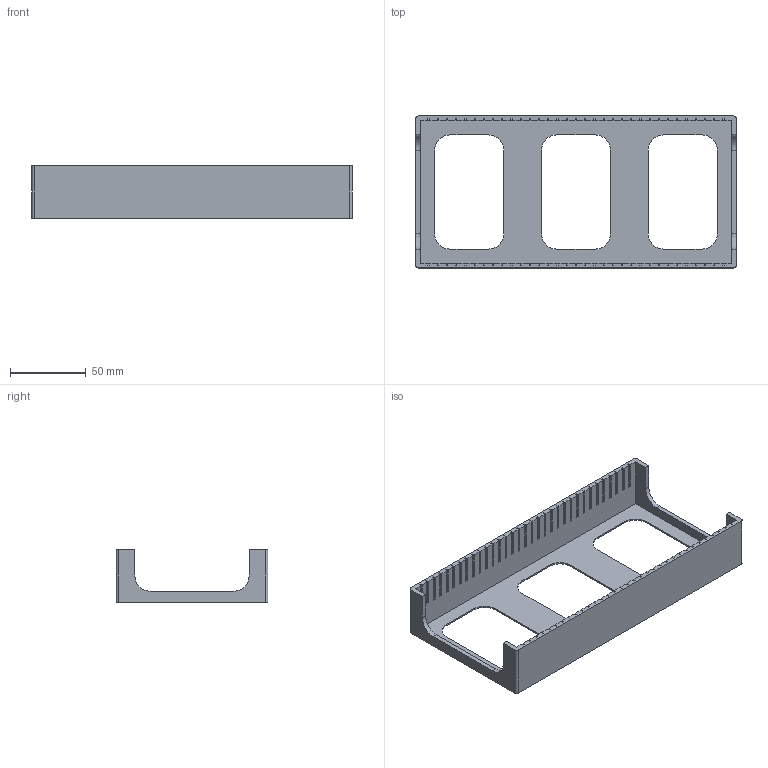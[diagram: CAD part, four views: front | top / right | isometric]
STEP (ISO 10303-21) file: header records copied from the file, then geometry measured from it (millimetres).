
FILE_DESCRIPTION(('FreeCAD Model'),'2;1');
FILE_NAME('card_holder_three_quarters.step','2023-04-16T22:52:46',(''),(''), 'Open CASCADE STEP processor 7.6','FreeCAD','Unknown');
FILE_SCHEMA(('AUTOMOTIVE_DESIGN { 1 0 10303 214 1 1 1 1 }'));
Length unit declared in the file: millimetre
Products named in the file (1): card_holder
Bounding box: 211.88 x 100.5 x 35 mm (x, y, z)
Volume: 59879 mm3; surface area: 60375.7 mm2
Topology: 1 solids, 1 shells, 446 faces, 1332 edges, 888 vertices
Faces by surface type: plane 426, cylinder 20
Entity records: 32132 total; most frequent: CARTESIAN_POINT 5463, DIRECTION 4908, LINE 3916, VECTOR 3916, ORIENTED_EDGE 2664, PCURVE 2664, DEFINITIONAL_REPRESENTATION 2664, EDGE_CURVE 1332
